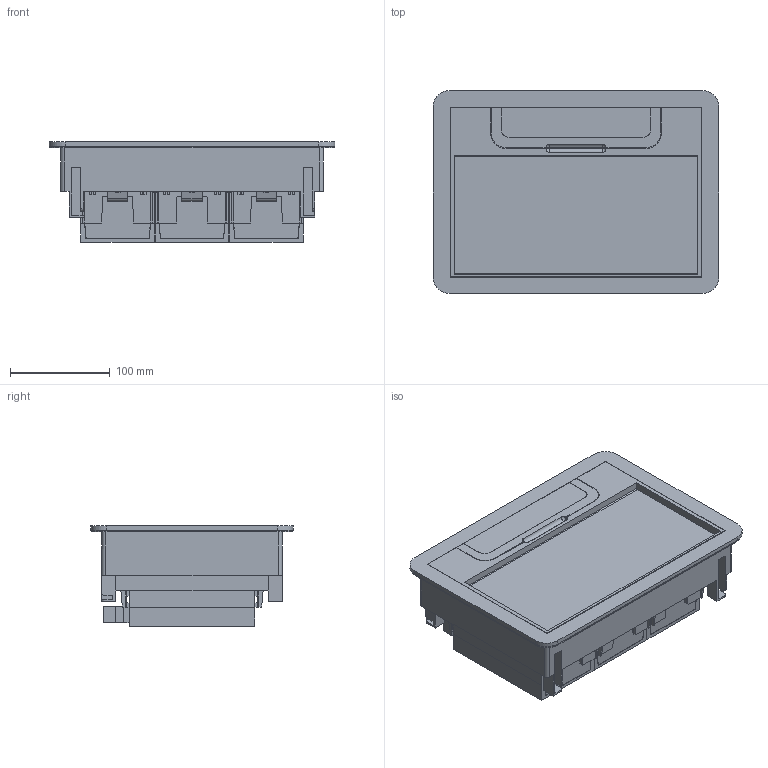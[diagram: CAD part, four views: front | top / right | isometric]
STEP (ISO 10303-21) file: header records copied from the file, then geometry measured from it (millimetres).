
FILE_DESCRIPTION(('CATIA V5 STEP Exchange','CAx-IF Rec.Pracs.--- Composite Materials ---3.4---2017-06-13'),'2;1');
FILE_NAME('LG-080700-S-ferme.stp','2025-04-29T09:05:39+00:00',('none'),('none'),'CATIA Version 5-6 Release 2020','CATIA V5 STEP AP203 v1','none');
FILE_SCHEMA(('CONFIG_CONTROL_DESIGN'));
Length unit declared in the file: millimetre
Products named in the file (4): A029366AA; A027500_A; A008371_A-AS1; A027673_A-ASS PLANCHER TECHNIQUE
Assembly tree (11 placements, depth 3):
  A029366AA
    A027500_A
      #65
    A008371_A-AS1
      #6927
      #21988
    A027673_A-ASS PLANCHER TECHNIQUE  x3
      #24806
      #33106
      #33657
Bounding box: 285.97 x 202.97 x 100.5 mm (x, y, z)
Volume: 1000733.2 mm3; surface area: 711247.2 mm2
Topology: 15 solids, 15 shells, 1803 faces, 5221 edges, 3436 vertices
Faces by surface type: plane 1524, cylinder 229, extrusion 38, revolution 12
Entity records: 35438 total; most frequent: CARTESIAN_POINT 7588, ORIENTED_EDGE 6538, DIRECTION 4421, EDGE_CURVE 3269, VECTOR 2875, LINE 2837, VERTEX_POINT 2156, EDGE_LOOP 1201
